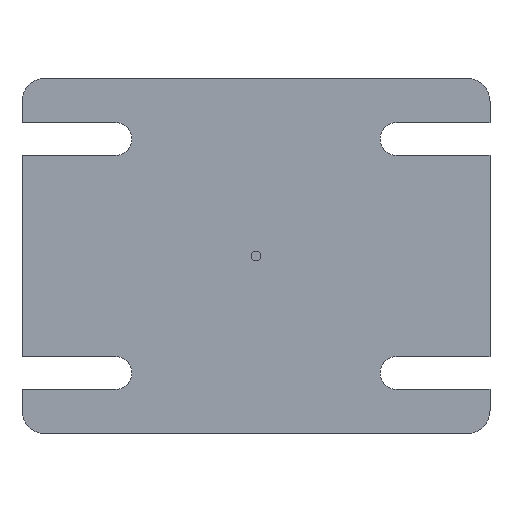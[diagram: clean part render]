
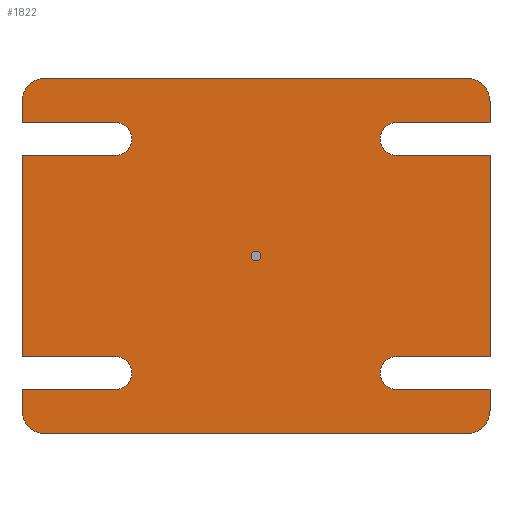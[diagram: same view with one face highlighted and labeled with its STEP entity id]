
A CAD part, front view. The second image highlights one B-rep face of the part: STEP entity #1822.
In plain terms, the highlighted planar face has unit normal (0, -1, 0).
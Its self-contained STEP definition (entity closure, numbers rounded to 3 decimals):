
#36=FACE_BOUND('',#224,.T.);
#52=PLANE('',#1961);
#108=FACE_OUTER_BOUND('',#223,.T.);
#223=EDGE_LOOP('',(#1274,#1275,#1276,#1277,#1278,#1279,#1280,#1281,#1282,
#1283,#1284,#1285,#1286,#1287,#1288,#1289,#1290,#1291,#1292,#1293,#1294,
#1295,#1296,#1297));
#224=EDGE_LOOP('',(#1298));
#332=LINE('',#2756,#511);
#335=LINE('',#2762,#514);
#340=LINE('',#2777,#519);
#343=LINE('',#2783,#522);
#348=LINE('',#2794,#527);
#353=LINE('',#2807,#532);
#354=LINE('',#2811,#533);
#358=LINE('',#2820,#537);
#362=LINE('',#2831,#541);
#367=LINE('',#2840,#546);
#368=LINE('',#2845,#547);
#369=LINE('',#2848,#548);
#370=LINE('',#2849,#549);
#371=LINE('',#2851,#550);
#372=LINE('',#2855,#551);
#373=LINE('',#2857,#552);
#511=VECTOR('',#2159,10.);
#514=VECTOR('',#2164,10.);
#519=VECTOR('',#2177,10.);
#522=VECTOR('',#2182,10.);
#527=VECTOR('',#2189,10.);
#532=VECTOR('',#2202,10.);
#533=VECTOR('',#2205,10.);
#537=VECTOR('',#2211,10.);
#541=VECTOR('',#2223,10.);
#546=VECTOR('',#2230,10.);
#547=VECTOR('',#2235,10.);
#548=VECTOR('',#2238,10.);
#549=VECTOR('',#2239,10.);
#550=VECTOR('',#2240,10.);
#551=VECTOR('',#2243,10.);
#552=VECTOR('',#2246,10.);
#688=CIRCLE('',#1940,3.5);
#690=CIRCLE('',#1945,3.5);
#693=CIRCLE('',#1952,3.5);
#694=CIRCLE('',#1957,3.5);
#696=CIRCLE('',#1962,5.);
#697=CIRCLE('',#1963,5.);
#698=CIRCLE('',#1964,5.);
#699=CIRCLE('',#1965,5.);
#700=CIRCLE('',#1966,1.);
#781=VERTEX_POINT('',#2746);
#782=VERTEX_POINT('',#2747);
#785=VERTEX_POINT('',#2755);
#787=VERTEX_POINT('',#2761);
#789=VERTEX_POINT('',#2767);
#790=VERTEX_POINT('',#2768);
#793=VERTEX_POINT('',#2776);
#795=VERTEX_POINT('',#2782);
#799=VERTEX_POINT('',#2791);
#800=VERTEX_POINT('',#2793);
#802=VERTEX_POINT('',#2799);
#804=VERTEX_POINT('',#2805);
#805=VERTEX_POINT('',#2809);
#806=VERTEX_POINT('',#2810);
#809=VERTEX_POINT('',#2818);
#810=VERTEX_POINT('',#2819);
#813=VERTEX_POINT('',#2830);
#816=VERTEX_POINT('',#2838);
#817=VERTEX_POINT('',#2842);
#818=VERTEX_POINT('',#2844);
#819=VERTEX_POINT('',#2846);
#820=VERTEX_POINT('',#2850);
#821=VERTEX_POINT('',#2852);
#822=VERTEX_POINT('',#2854);
#823=VERTEX_POINT('',#2858);
#946=EDGE_CURVE('',#781,#782,#688,.T.);
#950=EDGE_CURVE('',#782,#785,#332,.T.);
#953=EDGE_CURVE('',#787,#781,#335,.T.);
#956=EDGE_CURVE('',#789,#790,#690,.T.);
#960=EDGE_CURVE('',#790,#793,#340,.T.);
#963=EDGE_CURVE('',#795,#789,#343,.T.);
#968=EDGE_CURVE('',#800,#799,#348,.T.);
#972=EDGE_CURVE('',#799,#802,#693,.T.);
#975=EDGE_CURVE('',#802,#804,#353,.T.);
#976=EDGE_CURVE('',#805,#806,#354,.T.);
#980=EDGE_CURVE('',#809,#810,#358,.T.);
#984=EDGE_CURVE('',#810,#805,#694,.T.);
#986=EDGE_CURVE('',#813,#800,#362,.T.);
#991=EDGE_CURVE('',#785,#816,#367,.T.);
#992=EDGE_CURVE('',#817,#816,#696,.T.);
#993=EDGE_CURVE('',#817,#818,#368,.T.);
#994=EDGE_CURVE('',#819,#818,#697,.T.);
#995=EDGE_CURVE('',#819,#809,#369,.T.);
#996=EDGE_CURVE('',#806,#795,#370,.T.);
#997=EDGE_CURVE('',#793,#820,#371,.T.);
#998=EDGE_CURVE('',#821,#820,#698,.T.);
#999=EDGE_CURVE('',#821,#822,#372,.T.);
#1000=EDGE_CURVE('',#813,#822,#699,.T.);
#1001=EDGE_CURVE('',#804,#787,#373,.T.);
#1002=EDGE_CURVE('',#823,#823,#700,.T.);
#1274=ORIENTED_EDGE('',*,*,#953,.T.);
#1275=ORIENTED_EDGE('',*,*,#946,.T.);
#1276=ORIENTED_EDGE('',*,*,#950,.T.);
#1277=ORIENTED_EDGE('',*,*,#991,.T.);
#1278=ORIENTED_EDGE('',*,*,#992,.F.);
#1279=ORIENTED_EDGE('',*,*,#993,.T.);
#1280=ORIENTED_EDGE('',*,*,#994,.F.);
#1281=ORIENTED_EDGE('',*,*,#995,.T.);
#1282=ORIENTED_EDGE('',*,*,#980,.T.);
#1283=ORIENTED_EDGE('',*,*,#984,.T.);
#1284=ORIENTED_EDGE('',*,*,#976,.T.);
#1285=ORIENTED_EDGE('',*,*,#996,.T.);
#1286=ORIENTED_EDGE('',*,*,#963,.T.);
#1287=ORIENTED_EDGE('',*,*,#956,.T.);
#1288=ORIENTED_EDGE('',*,*,#960,.T.);
#1289=ORIENTED_EDGE('',*,*,#997,.T.);
#1290=ORIENTED_EDGE('',*,*,#998,.F.);
#1291=ORIENTED_EDGE('',*,*,#999,.T.);
#1292=ORIENTED_EDGE('',*,*,#1000,.F.);
#1293=ORIENTED_EDGE('',*,*,#986,.T.);
#1294=ORIENTED_EDGE('',*,*,#968,.T.);
#1295=ORIENTED_EDGE('',*,*,#972,.T.);
#1296=ORIENTED_EDGE('',*,*,#975,.T.);
#1297=ORIENTED_EDGE('',*,*,#1001,.T.);
#1298=ORIENTED_EDGE('',*,*,#1002,.T.);
#1822=ADVANCED_FACE('',(#108,#36),#52,.T.);
#1940=AXIS2_PLACEMENT_3D('',#2748,#2151,#2152);
#1945=AXIS2_PLACEMENT_3D('',#2769,#2169,#2170);
#1952=AXIS2_PLACEMENT_3D('',#2801,#2196,#2197);
#1957=AXIS2_PLACEMENT_3D('',#2827,#2217,#2218);
#1961=AXIS2_PLACEMENT_3D('',#2841,#2231,#2232);
#1962=AXIS2_PLACEMENT_3D('',#2843,#2233,#2234);
#1963=AXIS2_PLACEMENT_3D('',#2847,#2236,#2237);
#1964=AXIS2_PLACEMENT_3D('',#2853,#2241,#2242);
#1965=AXIS2_PLACEMENT_3D('',#2856,#2244,#2245);
#1966=AXIS2_PLACEMENT_3D('',#2859,#2247,#2248);
#2151=DIRECTION('center_axis',(0.,1.,0.));
#2152=DIRECTION('ref_axis',(0.,0.,1.));
#2159=DIRECTION('',(-1.,0.,0.));
#2164=DIRECTION('',(1.,0.,0.));
#2169=DIRECTION('center_axis',(0.,1.,0.));
#2170=DIRECTION('ref_axis',(0.,0.,-1.));
#2177=DIRECTION('',(1.,0.,0.));
#2182=DIRECTION('',(-1.,0.,0.));
#2189=DIRECTION('',(1.,0.,0.));
#2196=DIRECTION('center_axis',(0.,1.,0.));
#2197=DIRECTION('ref_axis',(0.,0.,1.));
#2202=DIRECTION('',(-1.,0.,0.));
#2205=DIRECTION('',(1.,0.,0.));
#2211=DIRECTION('',(-1.,0.,0.));
#2217=DIRECTION('center_axis',(0.,1.,0.));
#2218=DIRECTION('ref_axis',(0.,0.,-1.));
#2223=DIRECTION('',(0.,0.,-1.));
#2230=DIRECTION('',(0.,0.,-1.));
#2231=DIRECTION('center_axis',(0.,-1.,0.));
#2232=DIRECTION('ref_axis',(0.,0.,-1.));
#2233=DIRECTION('center_axis',(0.,1.,0.));
#2234=DIRECTION('ref_axis',(-0.707,0.,-0.707));
#2235=DIRECTION('',(1.,0.,0.));
#2236=DIRECTION('center_axis',(0.,1.,0.));
#2237=DIRECTION('ref_axis',(0.707,0.,-0.707));
#2238=DIRECTION('',(0.,0.,1.));
#2239=DIRECTION('',(0.,0.,1.));
#2240=DIRECTION('',(0.,0.,1.));
#2241=DIRECTION('center_axis',(0.,1.,0.));
#2242=DIRECTION('ref_axis',(0.707,0.,0.707));
#2243=DIRECTION('',(-1.,0.,0.));
#2244=DIRECTION('center_axis',(0.,1.,0.));
#2245=DIRECTION('ref_axis',(-0.707,0.,0.707));
#2246=DIRECTION('',(0.,0.,-1.));
#2247=DIRECTION('center_axis',(0.,1.,0.));
#2248=DIRECTION('ref_axis',(1.,0.,0.));
#2746=CARTESIAN_POINT('',(-93.5,10.,28.5));
#2747=CARTESIAN_POINT('',(-93.5,10.,21.5));
#2748=CARTESIAN_POINT('Origin',(-93.5,10.,25.));
#2755=CARTESIAN_POINT('',(-113.5,10.,21.5));
#2756=CARTESIAN_POINT('',(-88.5,10.,21.5));
#2761=CARTESIAN_POINT('',(-113.5,10.,28.5));
#2762=CARTESIAN_POINT('',(-78.5,10.,28.5));
#2767=CARTESIAN_POINT('',(-33.5,10.,71.5));
#2768=CARTESIAN_POINT('',(-33.5,10.,78.5));
#2769=CARTESIAN_POINT('Origin',(-33.5,10.,75.));
#2776=CARTESIAN_POINT('',(-13.5,10.,78.5));
#2777=CARTESIAN_POINT('',(-38.5,10.,78.5));
#2782=CARTESIAN_POINT('',(-13.5,10.,71.5));
#2783=CARTESIAN_POINT('',(-48.5,10.,71.5));
#2791=CARTESIAN_POINT('',(-93.5,10.,78.5));
#2793=CARTESIAN_POINT('',(-113.5,10.,78.5));
#2794=CARTESIAN_POINT('',(-78.5,10.,78.5));
#2799=CARTESIAN_POINT('',(-93.5,10.,71.5));
#2801=CARTESIAN_POINT('Origin',(-93.5,10.,75.));
#2805=CARTESIAN_POINT('',(-113.5,10.,71.5));
#2807=CARTESIAN_POINT('',(-88.5,10.,71.5));
#2809=CARTESIAN_POINT('',(-33.5,10.,28.5));
#2810=CARTESIAN_POINT('',(-13.5,10.,28.5));
#2811=CARTESIAN_POINT('',(-21.363,10.,28.5));
#2818=CARTESIAN_POINT('',(-13.5,10.,21.5));
#2819=CARTESIAN_POINT('',(-33.5,10.,21.5));
#2820=CARTESIAN_POINT('',(-48.5,10.,21.5));
#2827=CARTESIAN_POINT('Origin',(-33.5,10.,25.));
#2830=CARTESIAN_POINT('',(-113.5,10.,83.));
#2831=CARTESIAN_POINT('',(-113.5,10.,88.));
#2838=CARTESIAN_POINT('',(-113.5,10.,17.));
#2840=CARTESIAN_POINT('',(-113.5,10.,88.));
#2841=CARTESIAN_POINT('Origin',(-63.5,10.,50.));
#2842=CARTESIAN_POINT('',(-108.5,10.,12.));
#2843=CARTESIAN_POINT('Origin',(-108.5,10.,17.));
#2844=CARTESIAN_POINT('',(-18.5,10.,12.));
#2845=CARTESIAN_POINT('',(-113.5,10.,12.));
#2846=CARTESIAN_POINT('',(-13.5,10.,17.));
#2847=CARTESIAN_POINT('Origin',(-18.5,10.,17.));
#2848=CARTESIAN_POINT('',(-13.5,10.,12.));
#2849=CARTESIAN_POINT('',(-13.5,10.,12.));
#2850=CARTESIAN_POINT('',(-13.5,10.,83.));
#2851=CARTESIAN_POINT('',(-13.5,10.,12.));
#2852=CARTESIAN_POINT('',(-18.5,10.,88.));
#2853=CARTESIAN_POINT('Origin',(-18.5,10.,83.));
#2854=CARTESIAN_POINT('',(-108.5,10.,88.));
#2855=CARTESIAN_POINT('',(-13.5,10.,88.));
#2856=CARTESIAN_POINT('Origin',(-108.5,10.,83.));
#2857=CARTESIAN_POINT('',(-113.5,10.,88.));
#2858=CARTESIAN_POINT('',(-64.5,10.,50.));
#2859=CARTESIAN_POINT('Origin',(-63.5,10.,50.));
